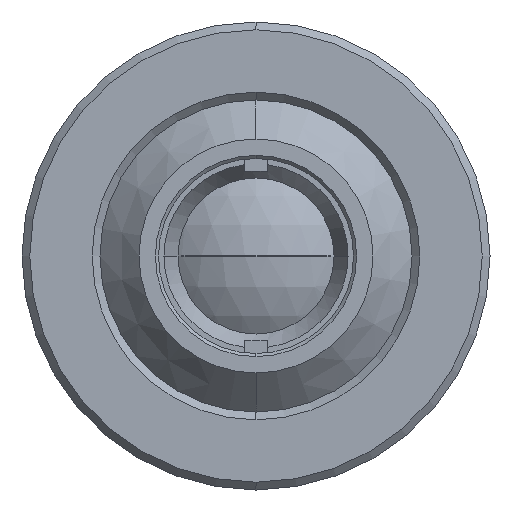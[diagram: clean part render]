
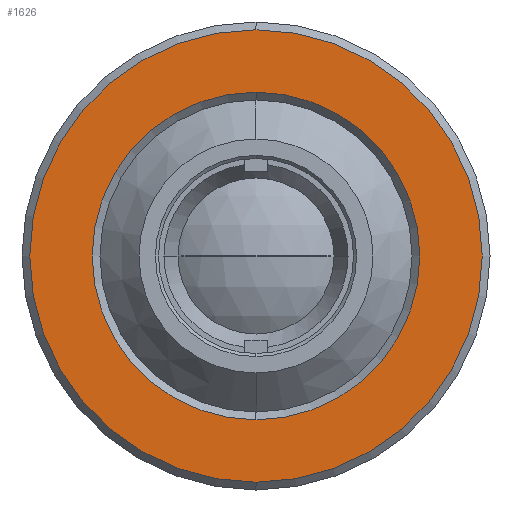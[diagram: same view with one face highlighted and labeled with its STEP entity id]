
A CAD part, left-side view. The second image highlights one B-rep face of the part: STEP entity #1626.
In plain terms, the highlighted planar face has unit normal (-1, 0, 0).
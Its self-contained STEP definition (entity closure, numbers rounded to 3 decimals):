
#20 = CARTESIAN_POINT ( 'NONE',  ( 10.584, 0., -10.5 ) ) ;
#48 = CIRCLE ( 'NONE', #869, 14.5 ) ;
#92 = VERTEX_POINT ( 'NONE', #1683 ) ;
#156 = DIRECTION ( 'NONE',  ( 0., 0., -1. ) ) ;
#160 = VERTEX_POINT ( 'NONE', #20 ) ;
#211 = DIRECTION ( 'NONE',  ( 0., 0., -1. ) ) ;
#239 = EDGE_CURVE ( 'NONE', #1490, #92, #855, .T. ) ;
#276 = CIRCLE ( 'NONE', #616, 10.5 ) ;
#446 = CARTESIAN_POINT ( 'NONE',  ( 10.584, 0., 0. ) ) ;
#526 = CARTESIAN_POINT ( 'NONE',  ( 10.584, 11., 0. ) ) ;
#616 = AXIS2_PLACEMENT_3D ( 'NONE', #446, #1596, #2071 ) ;
#715 = DIRECTION ( 'NONE',  ( 0., 0., -1. ) ) ;
#729 = AXIS2_PLACEMENT_3D ( 'NONE', #526, #1180, #715 ) ;
#763 = EDGE_CURVE ( 'NONE', #1471, #160, #276, .T. ) ;
#775 = DIRECTION ( 'NONE',  ( -1., 0., 0. ) ) ;
#855 = CIRCLE ( 'NONE', #1855, 14.5 ) ;
#861 = ORIENTED_EDGE ( 'NONE', *, *, #1219, .T. ) ;
#869 = AXIS2_PLACEMENT_3D ( 'NONE', #1152, #775, #156 ) ;
#878 = CIRCLE ( 'NONE', #1634, 10.5 ) ;
#897 = ORIENTED_EDGE ( 'NONE', *, *, #239, .T. ) ;
#928 = CARTESIAN_POINT ( 'NONE',  ( 10.584, 0., 10.5 ) ) ;
#944 = CARTESIAN_POINT ( 'NONE',  ( 10.584, 0., 0. ) ) ;
#1077 = ORIENTED_EDGE ( 'NONE', *, *, #763, .T. ) ;
#1127 = EDGE_LOOP ( 'NONE', ( #1416, #897 ) ) ;
#1152 = CARTESIAN_POINT ( 'NONE',  ( 10.584, 0., 0. ) ) ;
#1169 = PLANE ( 'NONE',  #729 ) ;
#1180 = DIRECTION ( 'NONE',  ( 1., 0., 0. ) ) ;
#1219 = EDGE_CURVE ( 'NONE', #160, #1471, #878, .T. ) ;
#1313 = CARTESIAN_POINT ( 'NONE',  ( 10.584, 0., 14.5 ) ) ;
#1342 = CARTESIAN_POINT ( 'NONE',  ( 10.584, 0., 0. ) ) ;
#1416 = ORIENTED_EDGE ( 'NONE', *, *, #1939, .T. ) ;
#1417 = DIRECTION ( 'NONE',  ( 1., 0., 0. ) ) ;
#1471 = VERTEX_POINT ( 'NONE', #928 ) ;
#1480 = FACE_OUTER_BOUND ( 'NONE', #1127, .T. ) ;
#1490 = VERTEX_POINT ( 'NONE', #1313 ) ;
#1510 = FACE_BOUND ( 'NONE', #1543, .T. ) ;
#1543 = EDGE_LOOP ( 'NONE', ( #1077, #861 ) ) ;
#1561 = DIRECTION ( 'NONE',  ( 0., 0., -1. ) ) ;
#1596 = DIRECTION ( 'NONE',  ( 1., 0., 0. ) ) ;
#1626 = ADVANCED_FACE ( 'NONE', ( #1510, #1480 ), #1169, .F. ) ;
#1634 = AXIS2_PLACEMENT_3D ( 'NONE', #944, #1417, #1561 ) ;
#1682 = DIRECTION ( 'NONE',  ( -1., 0., 0. ) ) ;
#1683 = CARTESIAN_POINT ( 'NONE',  ( 10.584, 0., -14.5 ) ) ;
#1855 = AXIS2_PLACEMENT_3D ( 'NONE', #1342, #1682, #211 ) ;
#1939 = EDGE_CURVE ( 'NONE', #92, #1490, #48, .T. ) ;
#2071 = DIRECTION ( 'NONE',  ( 0., 0., -1. ) ) ;
